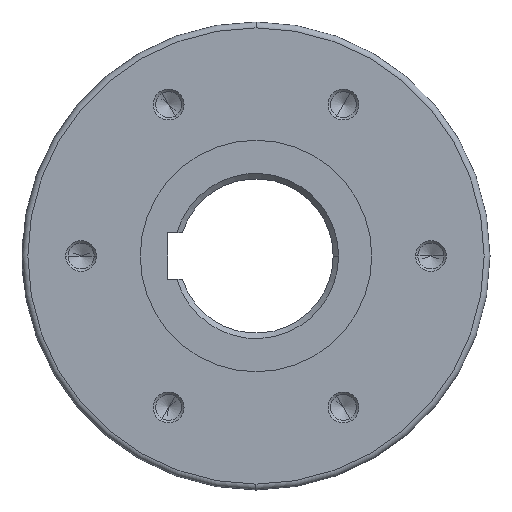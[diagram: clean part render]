
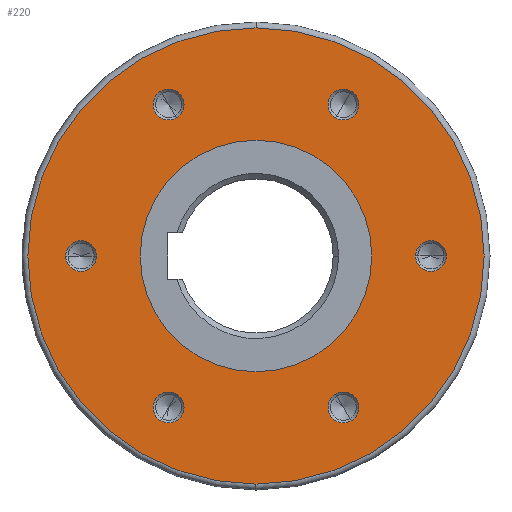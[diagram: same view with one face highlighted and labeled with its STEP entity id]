
A CAD part, left-side view. The second image highlights one B-rep face of the part: STEP entity #220.
In plain terms, the highlighted planar face has unit normal (-1, 0, 0).
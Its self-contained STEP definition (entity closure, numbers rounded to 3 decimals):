
#220=ADVANCED_FACE('',(#600,#601,#602,#603,#604,#605,#606,#607),#608,.T.);
#600=FACE_BOUND('',#1011,.T.);
#601=FACE_BOUND('',#1012,.T.);
#602=FACE_BOUND('',#1013,.T.);
#603=FACE_BOUND('',#1014,.T.);
#604=FACE_BOUND('',#1015,.T.);
#605=FACE_BOUND('',#1016,.T.);
#606=FACE_OUTER_BOUND('',#1017,.T.);
#607=FACE_BOUND('',#1018,.T.);
#608=PLANE('',#1019);
#1011=EDGE_LOOP('',(#2291,#2292));
#1012=EDGE_LOOP('',(#2293,#2294));
#1013=EDGE_LOOP('',(#2295,#2296));
#1014=EDGE_LOOP('',(#2297,#2298));
#1015=EDGE_LOOP('',(#2299,#2300));
#1016=EDGE_LOOP('',(#2301,#2302));
#1017=EDGE_LOOP('',(#2303,#2304,#2305));
#1018=EDGE_LOOP('',(#2306,#2307));
#1019=AXIS2_PLACEMENT_3D('',#2308,#2309,#2310);
#2291=ORIENTED_EDGE('',*,*,#2604,.T.);
#2292=ORIENTED_EDGE('',*,*,#2787,.T.);
#2293=ORIENTED_EDGE('',*,*,#2587,.T.);
#2294=ORIENTED_EDGE('',*,*,#2792,.T.);
#2295=ORIENTED_EDGE('',*,*,#2570,.T.);
#2296=ORIENTED_EDGE('',*,*,#2797,.T.);
#2297=ORIENTED_EDGE('',*,*,#2553,.T.);
#2298=ORIENTED_EDGE('',*,*,#2802,.T.);
#2299=ORIENTED_EDGE('',*,*,#2536,.T.);
#2300=ORIENTED_EDGE('',*,*,#2807,.T.);
#2301=ORIENTED_EDGE('',*,*,#2519,.T.);
#2302=ORIENTED_EDGE('',*,*,#2812,.T.);
#2303=ORIENTED_EDGE('',*,*,#2839,.T.);
#2304=ORIENTED_EDGE('',*,*,#2489,.T.);
#2305=ORIENTED_EDGE('',*,*,#2840,.T.);
#2306=ORIENTED_EDGE('',*,*,#2450,.F.);
#2307=ORIENTED_EDGE('',*,*,#2841,.F.);
#2308=CARTESIAN_POINT('',(-56.0,0.0,0.));
#2309=DIRECTION('',(-1.0,0.0,0.));
#2310=DIRECTION('',(0.,0.0,1.0));
#2450=EDGE_CURVE('',#2861,#2857,#2863,.T.);
#2489=EDGE_CURVE('',#2932,#2934,#2936,.T.);
#2519=EDGE_CURVE('',#2985,#2987,#2989,.T.);
#2536=EDGE_CURVE('',#3015,#3017,#3019,.T.);
#2553=EDGE_CURVE('',#3045,#3047,#3049,.T.);
#2570=EDGE_CURVE('',#3075,#3077,#3079,.T.);
#2587=EDGE_CURVE('',#3105,#3107,#3109,.T.);
#2604=EDGE_CURVE('',#3135,#3137,#3139,.T.);
#2787=EDGE_CURVE('',#3137,#3135,#3430,.T.);
#2792=EDGE_CURVE('',#3107,#3105,#3435,.T.);
#2797=EDGE_CURVE('',#3077,#3075,#3440,.T.);
#2802=EDGE_CURVE('',#3047,#3045,#3445,.T.);
#2807=EDGE_CURVE('',#3017,#3015,#3450,.T.);
#2812=EDGE_CURVE('',#2987,#2985,#3455,.T.);
#2839=EDGE_CURVE('',#3493,#2932,#3494,.T.);
#2840=EDGE_CURVE('',#2934,#3493,#3495,.T.);
#2841=EDGE_CURVE('',#2857,#2861,#3496,.T.);
#2857=VERTEX_POINT('',#3516);
#2861=VERTEX_POINT('',#3521);
#2863=CIRCLE('',#3524,45.0);
#2932=VERTEX_POINT('',#3814);
#2934=VERTEX_POINT('',#3816);
#2936=CIRCLE('',#3818,88.725);
#2985=VERTEX_POINT('',#3897);
#2987=VERTEX_POINT('',#3900);
#2989=CIRCLE('',#3903,6.0);
#3015=VERTEX_POINT('',#3937);
#3017=VERTEX_POINT('',#3940);
#3019=CIRCLE('',#3943,6.0);
#3045=VERTEX_POINT('',#3977);
#3047=VERTEX_POINT('',#3980);
#3049=CIRCLE('',#3983,6.0);
#3075=VERTEX_POINT('',#4017);
#3077=VERTEX_POINT('',#4020);
#3079=CIRCLE('',#4023,6.0);
#3105=VERTEX_POINT('',#4057);
#3107=VERTEX_POINT('',#4060);
#3109=CIRCLE('',#4063,6.0);
#3135=VERTEX_POINT('',#4097);
#3137=VERTEX_POINT('',#4100);
#3139=CIRCLE('',#4103,6.0);
#3430=CIRCLE('',#4566,6.0);
#3435=CIRCLE('',#4571,6.0);
#3440=CIRCLE('',#4576,6.0);
#3445=CIRCLE('',#4581,6.0);
#3450=CIRCLE('',#4586,6.0);
#3455=CIRCLE('',#4591,6.0);
#3493=VERTEX_POINT('',#4659);
#3494=CIRCLE('',#4660,88.725);
#3495=CIRCLE('',#4661,88.725);
#3496=CIRCLE('',#4662,45.0);
#3516=CARTESIAN_POINT('',(-56.0,0.,-45.0));
#3521=CARTESIAN_POINT('',(-56.0,0.,45.0));
#3524=AXIS2_PLACEMENT_3D('',#4691,#4692,#4693);
#3814=CARTESIAN_POINT('',(-56.0,0.,88.725));
#3816=CARTESIAN_POINT('',(-56.0,0.,-88.725));
#3818=AXIS2_PLACEMENT_3D('',#4770,#4771,#4772);
#3897=CARTESIAN_POINT('',(-56.0,74.0,0.0));
#3900=CARTESIAN_POINT('',(-56.0,62.0,0.));
#3903=AXIS2_PLACEMENT_3D('',#4826,#4827,#4828);
#3937=CARTESIAN_POINT('',(-56.0,37.0,64.086));
#3940=CARTESIAN_POINT('',(-56.0,31.0,53.694));
#3943=AXIS2_PLACEMENT_3D('',#4857,#4858,#4859);
#3977=CARTESIAN_POINT('',(-56.0,-37.0,64.086));
#3980=CARTESIAN_POINT('',(-56.0,-31.0,53.694));
#3983=AXIS2_PLACEMENT_3D('',#4888,#4889,#4890);
#4017=CARTESIAN_POINT('',(-56.0,-74.0,0.));
#4020=CARTESIAN_POINT('',(-56.0,-62.0,0.));
#4023=AXIS2_PLACEMENT_3D('',#4919,#4920,#4921);
#4057=CARTESIAN_POINT('',(-56.0,-37.0,-64.086));
#4060=CARTESIAN_POINT('',(-56.0,-31.0,-53.694));
#4063=AXIS2_PLACEMENT_3D('',#4950,#4951,#4952);
#4097=CARTESIAN_POINT('',(-56.0,37.0,-64.086));
#4100=CARTESIAN_POINT('',(-56.0,31.0,-53.694));
#4103=AXIS2_PLACEMENT_3D('',#4981,#4982,#4983);
#4566=AXIS2_PLACEMENT_3D('',#5358,#5359,#5360);
#4571=AXIS2_PLACEMENT_3D('',#5373,#5374,#5375);
#4576=AXIS2_PLACEMENT_3D('',#5388,#5389,#5390);
#4581=AXIS2_PLACEMENT_3D('',#5403,#5404,#5405);
#4586=AXIS2_PLACEMENT_3D('',#5418,#5419,#5420);
#4591=AXIS2_PLACEMENT_3D('',#5433,#5434,#5435);
#4659=CARTESIAN_POINT('',(-56.0,-88.725,0.));
#4660=AXIS2_PLACEMENT_3D('',#5484,#5485,#5486);
#4661=AXIS2_PLACEMENT_3D('',#5487,#5488,#5489);
#4662=AXIS2_PLACEMENT_3D('',#5490,#5491,#5492);
#4691=CARTESIAN_POINT('',(-56.0,0.0,0.0));
#4692=DIRECTION('',(-1.0,0.0,0.));
#4693=DIRECTION('',(0.,0.0,-1.0));
#4770=CARTESIAN_POINT('',(-56.0,0.,0.));
#4771=DIRECTION('',(-1.0,-0.0,0.));
#4772=DIRECTION('',(0.0,-1.0,0.0));
#4826=CARTESIAN_POINT('',(-56.0,68.0,0.0));
#4827=DIRECTION('',(1.0,-0.0,0.));
#4828=DIRECTION('',(0.0,1.0,0.0));
#4857=CARTESIAN_POINT('',(-56.0,34.0,58.89));
#4858=DIRECTION('',(1.0,0.,0.));
#4859=DIRECTION('',(0.,0.5,0.866));
#4888=CARTESIAN_POINT('',(-56.0,-34.0,58.89));
#4889=DIRECTION('',(1.0,0.,0.));
#4890=DIRECTION('',(0.,-0.5,0.866));
#4919=CARTESIAN_POINT('',(-56.0,-68.0,0.));
#4920=DIRECTION('',(1.0,0.0,0.));
#4921=DIRECTION('',(0.,-1.0,0.));
#4950=CARTESIAN_POINT('',(-56.0,-34.0,-58.89));
#4951=DIRECTION('',(1.0,0.0,0.));
#4952=DIRECTION('',(0.,-0.5,-0.866));
#4981=CARTESIAN_POINT('',(-56.0,34.0,-58.89));
#4982=DIRECTION('',(1.0,0.0,0.));
#4983=DIRECTION('',(0.,0.5,-0.866));
#5358=CARTESIAN_POINT('',(-56.0,34.0,-58.89));
#5359=DIRECTION('',(1.0,0.0,0.));
#5360=DIRECTION('',(0.,0.5,-0.866));
#5373=CARTESIAN_POINT('',(-56.0,-34.0,-58.89));
#5374=DIRECTION('',(1.0,0.0,0.));
#5375=DIRECTION('',(0.,-0.5,-0.866));
#5388=CARTESIAN_POINT('',(-56.0,-68.0,0.));
#5389=DIRECTION('',(1.0,0.0,0.));
#5390=DIRECTION('',(0.,-1.0,0.));
#5403=CARTESIAN_POINT('',(-56.0,-34.0,58.89));
#5404=DIRECTION('',(1.0,0.,0.));
#5405=DIRECTION('',(0.,-0.5,0.866));
#5418=CARTESIAN_POINT('',(-56.0,34.0,58.89));
#5419=DIRECTION('',(1.0,0.,0.));
#5420=DIRECTION('',(0.,0.5,0.866));
#5433=CARTESIAN_POINT('',(-56.0,68.0,0.0));
#5434=DIRECTION('',(1.0,-0.0,0.));
#5435=DIRECTION('',(0.0,1.0,0.0));
#5484=CARTESIAN_POINT('',(-56.0,0.,0.));
#5485=DIRECTION('',(-1.0,-0.0,0.));
#5486=DIRECTION('',(0.0,-1.0,0.0));
#5487=CARTESIAN_POINT('',(-56.0,0.,0.));
#5488=DIRECTION('',(-1.0,-0.0,0.));
#5489=DIRECTION('',(0.0,-1.0,0.0));
#5490=CARTESIAN_POINT('',(-56.0,0.0,0.0));
#5491=DIRECTION('',(-1.0,0.0,0.));
#5492=DIRECTION('',(0.,0.0,-1.0));
